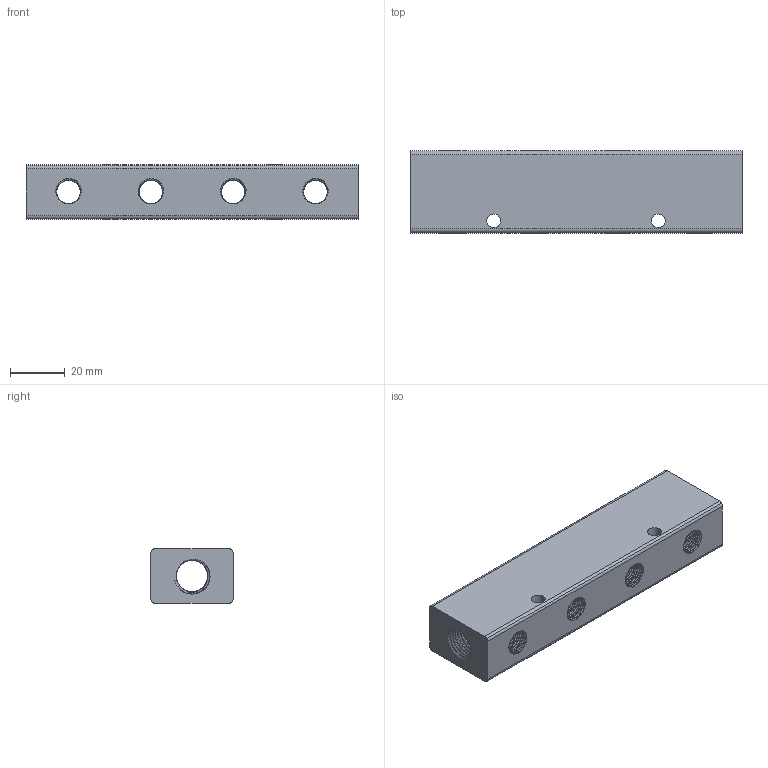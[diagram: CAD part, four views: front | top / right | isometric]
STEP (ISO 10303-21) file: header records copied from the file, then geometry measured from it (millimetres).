
FILE_DESCRIPTION(( 'RA.56.418.14.stp' ), '1');
FILE_NAME( 'RA.56.418.14.stp', '2018-10-12T10:51:02',( 'Sopra'),('sopra-pneumatic.com'), 'SwSTEP 2.0','SolidWorks 2009','' );
FILE_SCHEMA(('CONFIG_CONTROL_DESIGN'));
Length unit declared in the file: millimetre
Products named in the file (2): AU_008_1; PART1
Assembly tree (1 placements, depth 2):
  AU_008_1
    PART1
Bounding box: 121 x 30 x 20 mm (x, y, z)
Volume: 53845 mm3; surface area: 20739.5 mm2
Topology: 1 solids, 1 shells, 254 faces, 740 edges, 496 vertices
Faces by surface type: cylinder 188, bspline 50, plane 16
Entity records: 59806 total; most frequent: CARTESIAN_POINT 53971, ORIENTED_EDGE 1480, EDGE_CURVE 740, DIRECTION 732, VERTEX_POINT 496, B_SPLINE_CURVE_WITH_KNOTS 484, EDGE_LOOP 284, AXIS2_PLACEMENT_3D 270
